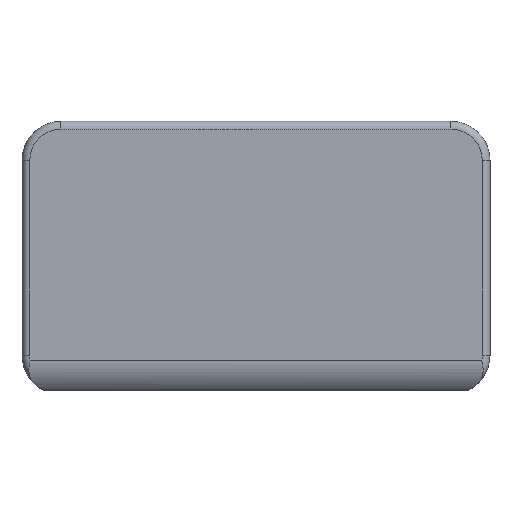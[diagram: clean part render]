
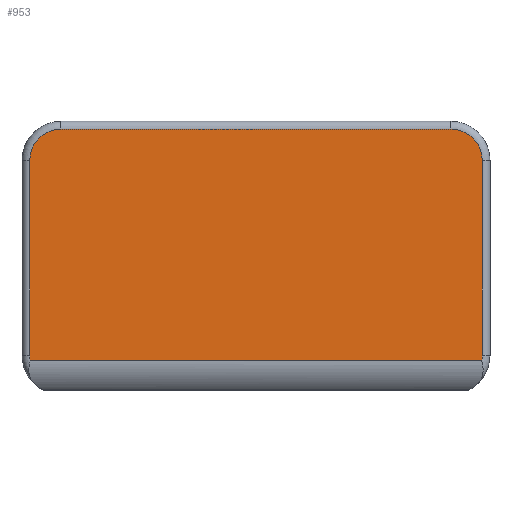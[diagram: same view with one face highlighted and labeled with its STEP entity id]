
A CAD part, top view. The second image highlights one B-rep face of the part: STEP entity #953.
In plain terms, the highlighted planar face has unit normal (0, 0, 1).
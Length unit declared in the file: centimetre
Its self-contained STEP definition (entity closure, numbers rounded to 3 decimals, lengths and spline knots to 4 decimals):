
#51=CIRCLE('',#1041,8.);
#54=CIRCLE('',#1046,8.);
#58=CIRCLE('',#1052,8.);
#61=CIRCLE('',#1057,8.);
#136=FACE_OUTER_BOUND('',#190,.T.);
#190=EDGE_LOOP('',(#827,#828,#829,#830,#831,#832,#833,#834));
#261=LINE('',#2224,#337);
#262=LINE('',#2247,#338);
#264=LINE('',#2259,#340);
#266=LINE('',#2270,#342);
#337=VECTOR('',#1258,10.);
#338=VECTOR('',#1271,1.);
#340=VECTOR('',#1285,1.);
#342=VECTOR('',#1299,1.);
#446=VERTEX_POINT('',#2210);
#447=VERTEX_POINT('',#2223);
#449=VERTEX_POINT('',#2240);
#451=VERTEX_POINT('',#2245);
#453=VERTEX_POINT('',#2251);
#455=VERTEX_POINT('',#2257);
#457=VERTEX_POINT('',#2263);
#458=VERTEX_POINT('',#2268);
#572=EDGE_CURVE('',#446,#447,#261,.T.);
#576=EDGE_CURVE('',#449,#446,#51,.T.);
#578=EDGE_CURVE('',#451,#449,#262,.T.);
#581=EDGE_CURVE('',#453,#451,#54,.T.);
#584=EDGE_CURVE('',#455,#453,#264,.T.);
#587=EDGE_CURVE('',#457,#455,#58,.T.);
#590=EDGE_CURVE('',#458,#457,#266,.T.);
#592=EDGE_CURVE('',#447,#458,#61,.T.);
#827=ORIENTED_EDGE('',*,*,#576,.F.);
#828=ORIENTED_EDGE('',*,*,#578,.F.);
#829=ORIENTED_EDGE('',*,*,#581,.F.);
#830=ORIENTED_EDGE('',*,*,#584,.F.);
#831=ORIENTED_EDGE('',*,*,#587,.F.);
#832=ORIENTED_EDGE('',*,*,#590,.F.);
#833=ORIENTED_EDGE('',*,*,#592,.F.);
#834=ORIENTED_EDGE('',*,*,#572,.F.);
#902=PLANE('',#1058);
#953=ADVANCED_FACE('',(#136),#902,.T.);
#1041=AXIS2_PLACEMENT_3D('',#2242,#1265,#1266);
#1046=AXIS2_PLACEMENT_3D('',#2253,#1277,#1278);
#1052=AXIS2_PLACEMENT_3D('',#2265,#1291,#1292);
#1057=AXIS2_PLACEMENT_3D('',#2273,#1303,#1304);
#1058=AXIS2_PLACEMENT_3D('',#2274,#1305,#1306);
#1258=DIRECTION('',(-1.,0.,0.));
#1265=DIRECTION('center_axis',(0.,0.,-1.));
#1266=DIRECTION('ref_axis',(0.998,-0.067,0.));
#1271=DIRECTION('',(0.,-1.,0.));
#1277=DIRECTION('center_axis',(0.,0.,-1.));
#1278=DIRECTION('ref_axis',(0.707,0.707,0.));
#1285=DIRECTION('',(1.,0.,0.));
#1291=DIRECTION('center_axis',(0.,0.,-1.));
#1292=DIRECTION('ref_axis',(-0.707,0.707,0.));
#1299=DIRECTION('',(0.,1.,0.));
#1303=DIRECTION('center_axis',(0.,0.,-1.));
#1304=DIRECTION('ref_axis',(-0.998,-0.067,0.));
#1305=DIRECTION('center_axis',(0.,0.,1.));
#1306=DIRECTION('ref_axis',(1.,0.,0.));
#2210=CARTESIAN_POINT('',(57.887,-26.3397,5.));
#2223=CARTESIAN_POINT('',(-57.887,-26.3397,5.));
#2224=CARTESIAN_POINT('',(-50.,-26.3397,5.));
#2240=CARTESIAN_POINT('',(58.,-25.,5.));
#2242=CARTESIAN_POINT('Origin',(50.,-25.,5.));
#2245=CARTESIAN_POINT('',(58.,25.,5.));
#2247=CARTESIAN_POINT('',(58.,-12.5,5.));
#2251=CARTESIAN_POINT('',(50.,33.,5.));
#2253=CARTESIAN_POINT('Origin',(50.,25.,5.));
#2257=CARTESIAN_POINT('',(-50.,33.,5.));
#2259=CARTESIAN_POINT('',(25.,33.,5.));
#2263=CARTESIAN_POINT('',(-58.,25.,5.));
#2265=CARTESIAN_POINT('Origin',(-50.,25.,5.));
#2268=CARTESIAN_POINT('',(-58.,-25.,5.));
#2270=CARTESIAN_POINT('',(-58.,12.5,5.));
#2273=CARTESIAN_POINT('Origin',(-50.,-25.,5.));
#2274=CARTESIAN_POINT('Origin',(0.,0.,5.));
